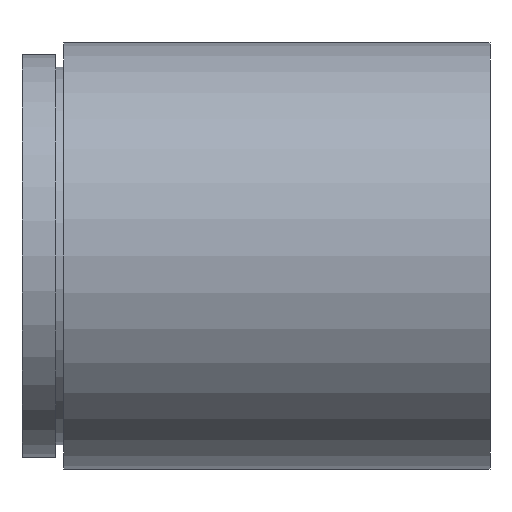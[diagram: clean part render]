
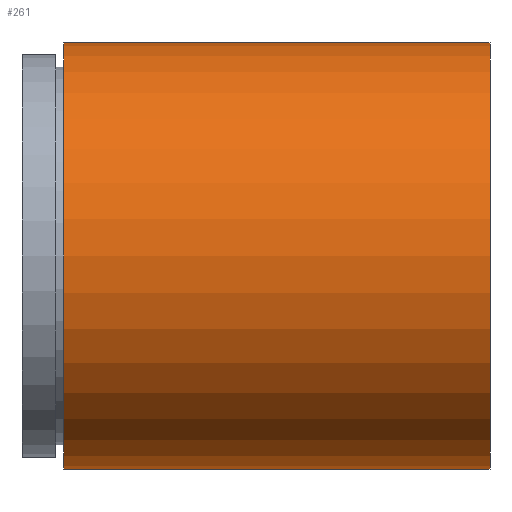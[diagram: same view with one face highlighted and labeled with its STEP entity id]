
A CAD part, left-side view. The second image highlights one B-rep face of the part: STEP entity #261.
In plain terms, the highlighted cylindrical face has radius 25.4 mm (diameter 50.8 mm), a partial arc.
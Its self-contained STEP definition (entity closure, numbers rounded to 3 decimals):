
#9 = CARTESIAN_POINT ( 'NONE',  ( 0., 50.8, 0. ) ) ;
#43 = CARTESIAN_POINT ( 'NONE',  ( 0., 161.376, 0. ) ) ;
#106 = DIRECTION ( 'NONE',  ( 0., 1., 0. ) ) ;
#126 = EDGE_CURVE ( 'NONE', #279, #720, #333, .T. ) ;
#145 = ORIENTED_EDGE ( 'NONE', *, *, #263, .T. ) ;
#146 = CARTESIAN_POINT ( 'NONE',  ( 0., 50.8, -25.4 ) ) ;
#183 = VECTOR ( 'NONE', #432, 1000. ) ;
#185 = CARTESIAN_POINT ( 'NONE',  ( 0., 0., 25.4 ) ) ;
#256 = FACE_OUTER_BOUND ( 'NONE', #726, .T. ) ;
#261 = ADVANCED_FACE ( 'NONE', ( #256 ), #402, .T. ) ;
#263 = EDGE_CURVE ( 'NONE', #279, #377, #672, .T. ) ;
#272 = CARTESIAN_POINT ( 'NONE',  ( 0., 50.8, 25.4 ) ) ;
#279 = VERTEX_POINT ( 'NONE', #444 ) ;
#333 = LINE ( 'NONE', #553, #183 ) ;
#335 = DIRECTION ( 'NONE',  ( 0., 1., 0. ) ) ;
#377 = VERTEX_POINT ( 'NONE', #185 ) ;
#399 = CARTESIAN_POINT ( 'NONE',  ( 0., 161.376, 25.4 ) ) ;
#402 = CYLINDRICAL_SURFACE ( 'NONE', #557, 25.4 ) ;
#408 = EDGE_CURVE ( 'NONE', #377, #654, #659, .T. ) ;
#432 = DIRECTION ( 'NONE',  ( 0., 1., 0. ) ) ;
#444 = CARTESIAN_POINT ( 'NONE',  ( 0., 0., -25.4 ) ) ;
#451 = CARTESIAN_POINT ( 'NONE',  ( 0., 0., 0. ) ) ;
#474 = AXIS2_PLACEMENT_3D ( 'NONE', #451, #801, #512 ) ;
#496 = VECTOR ( 'NONE', #335, 1000. ) ;
#512 = DIRECTION ( 'NONE',  ( 0., 0., 1. ) ) ;
#526 = DIRECTION ( 'NONE',  ( 0., 1., 0. ) ) ;
#551 = EDGE_CURVE ( 'NONE', #720, #654, #642, .T. ) ;
#553 = CARTESIAN_POINT ( 'NONE',  ( 0., 161.376, -25.4 ) ) ;
#557 = AXIS2_PLACEMENT_3D ( 'NONE', #43, #106, #722 ) ;
#571 = ORIENTED_EDGE ( 'NONE', *, *, #408, .T. ) ;
#588 = AXIS2_PLACEMENT_3D ( 'NONE', #9, #526, #707 ) ;
#642 = CIRCLE ( 'NONE', #588, 25.4 ) ;
#654 = VERTEX_POINT ( 'NONE', #272 ) ;
#658 = ORIENTED_EDGE ( 'NONE', *, *, #551, .F. ) ;
#659 = LINE ( 'NONE', #399, #496 ) ;
#672 = CIRCLE ( 'NONE', #474, 25.4 ) ;
#696 = ORIENTED_EDGE ( 'NONE', *, *, #126, .F. ) ;
#707 = DIRECTION ( 'NONE',  ( 0., 0., 1. ) ) ;
#720 = VERTEX_POINT ( 'NONE', #146 ) ;
#722 = DIRECTION ( 'NONE',  ( 0., 0., 1. ) ) ;
#726 = EDGE_LOOP ( 'NONE', ( #696, #145, #571, #658 ) ) ;
#801 = DIRECTION ( 'NONE',  ( 0., 1., 0. ) ) ;
